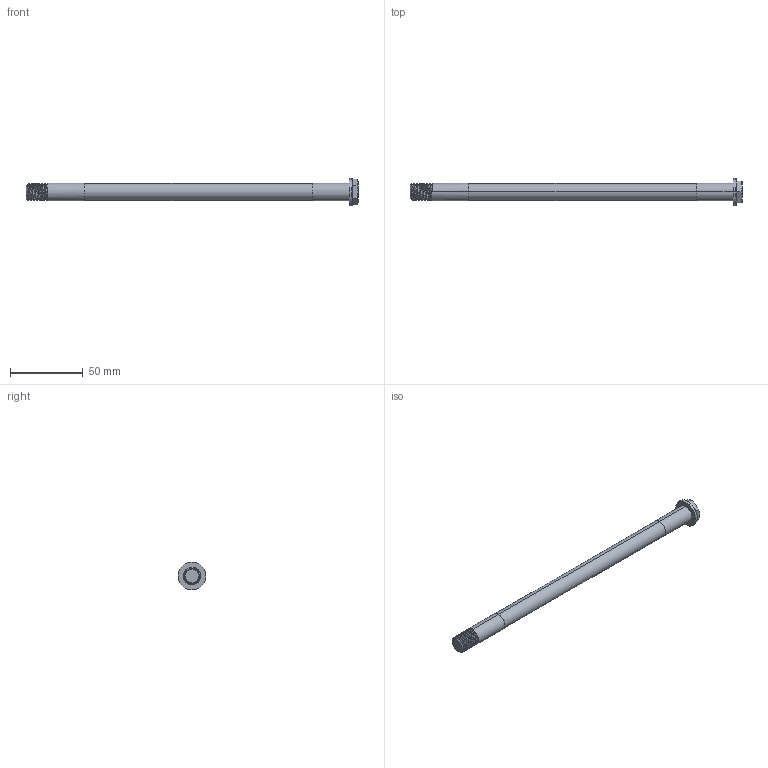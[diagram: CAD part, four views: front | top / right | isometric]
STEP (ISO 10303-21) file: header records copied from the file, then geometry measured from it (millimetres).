
FILE_DESCRIPTION (( 'STEP AP214' ), '1' );
FILE_NAME ('SK4119.STEP', '2025-04-17T20:17:08', ( '' ), ( '' ), 'SwSTEP 2.0', 'SolidWorks 2023', '' );
FILE_SCHEMA (( 'AUTOMOTIVE_DESIGN' ));
Length unit declared in the file: millimetre
Products named in the file (1): SK4119
Bounding box: 228 x 19.05 x 19.05 mm (x, y, z)
Volume: 25018.3 mm3; surface area: 9595.8 mm2
Topology: 1 solids, 1 shells, 49 faces, 102 edges, 60 vertices
Faces by surface type: plane 20, cone 18, cylinder 8, bspline 3
Entity records: 3009 total; most frequent: CARTESIAN_POINT 1997, ORIENTED_EDGE 204, DIRECTION 199, EDGE_CURVE 102, AXIS2_PLACEMENT_3D 78, VERTEX_POINT 60, EDGE_LOOP 54, ADVANCED_FACE 49
